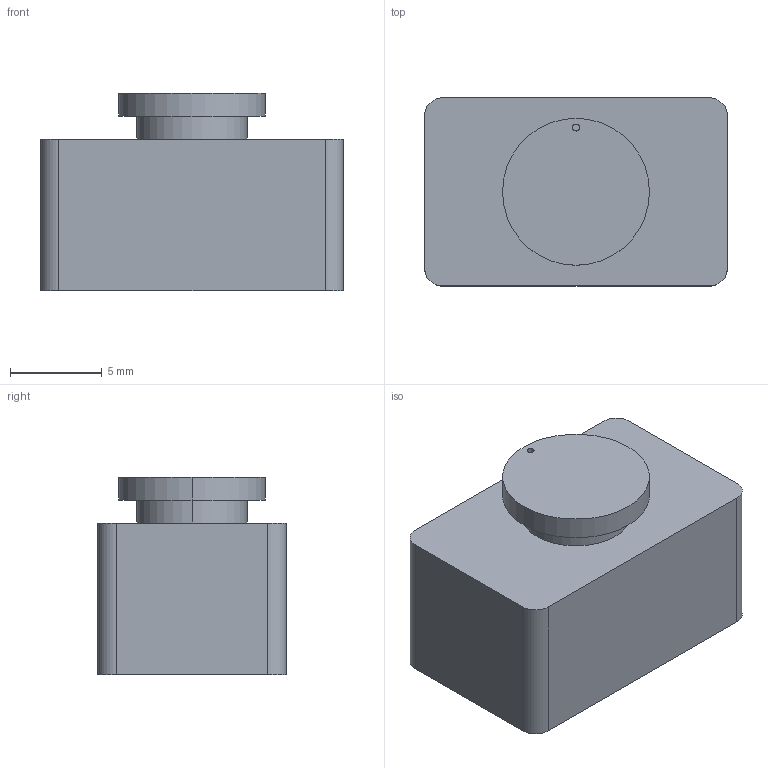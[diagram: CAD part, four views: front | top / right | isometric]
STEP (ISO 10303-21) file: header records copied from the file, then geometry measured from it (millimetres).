
FILE_DESCRIPTION(('produced by SPATIAL CORP'),'2;1');
FILE_NAME( 'pump120.hh.sat.stp','2002-04-19T11:21:40+00:00',('SPATIAL CORP'),('SPATIAL CORP'), 'ACIS STEP Husk','http://www.spatial.com','SPATIAL CORP');
FILE_SCHEMA(('CONFIG_CONTROL_DESIGN'));
Length unit declared in the file: millimetre
Products named in the file (1): PRODUCT_ID_1
Bounding box: 16.5 x 10.25 x 10.75 mm (x, y, z)
Volume: 1487.4 mm3; surface area: 864.2 mm2
Topology: 1 solids, 1 shells, 18 faces, 42 edges, 28 vertices
Faces by surface type: cylinder 10, plane 8
Entity records: 570 total; most frequent: ORIENTED_EDGE 84, DIRECTION 80, CARTESIAN_POINT 79, EDGE_CURVE 42, AXIS2_PLACEMENT_3D 29, VERTEX_POINT 28, VECTOR 22, LINE 22
